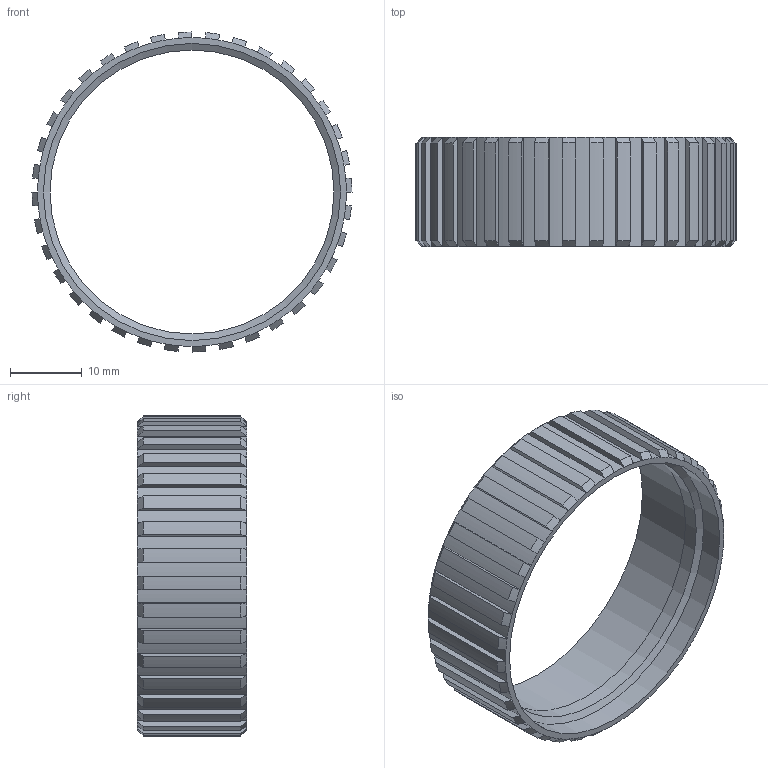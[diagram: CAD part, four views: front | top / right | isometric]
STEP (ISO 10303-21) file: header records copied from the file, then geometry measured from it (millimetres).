
FILE_DESCRIPTION(/* description */ (''),/* implementation_level */ '2;1');
FILE_NAME(/* name */ 'tread v4.step',/* time_stamp */ '2017-08-20T11:55:32-07:00',/* author */ (''),/* organization */ (''),/* preprocessor_version */ 'ST-DEVELOPER v16.13',/* originating_system */ 'Autodesk Translation Framework v6.1.1.50',/* authorisation */ '');
FILE_SCHEMA (('AUTOMOTIVE_DESIGN { 1 0 10303 214 3 1 1 }'));
Length unit declared in the file: millimetre
Products named in the file (1): tread v4
Bounding box: 44.7 x 15.24 x 44.7 mm (x, y, z)
Volume: 2726 mm3; surface area: 5296.3 mm2
Topology: 1 solids, 1 shells, 223 faces, 515 edges, 294 vertices
Faces by surface type: cylinder 75, cone 74, plane 74
Full cylindrical faces by diameter (mm): 39.664 x1, 41.497 x2
Entity records: 6208 total; most frequent: DIRECTION 1180, CARTESIAN_POINT 1028, ORIENTED_EDGE 1020, EDGE_CURVE 510, AXIS2_PLACEMENT_3D 446, VERTEX_POINT 294, LINE 288, VECTOR 288
